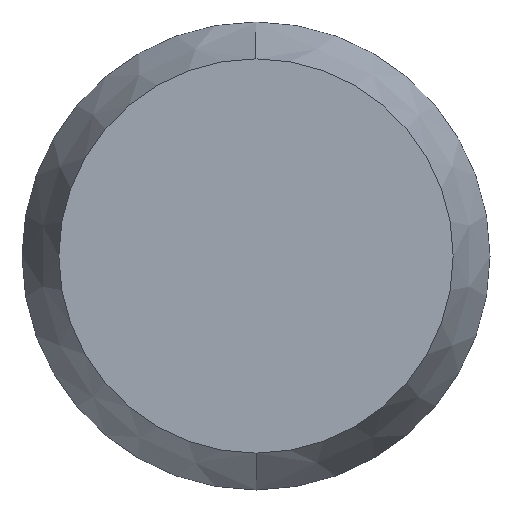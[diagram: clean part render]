
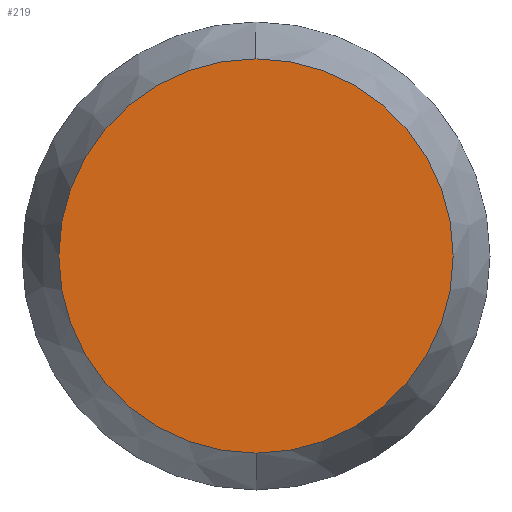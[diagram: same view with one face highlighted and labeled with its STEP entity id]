
A CAD part, left-side view. The second image highlights one B-rep face of the part: STEP entity #219.
In plain terms, the highlighted planar face has unit normal (-1, 0, 0).
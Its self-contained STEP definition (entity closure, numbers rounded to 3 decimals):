
#9 = CARTESIAN_POINT ( 'NONE',  ( -11., 0., 0. ) ) ;
#11 = DIRECTION ( 'NONE',  ( 1., 0., 0. ) ) ;
#16 = CARTESIAN_POINT ( 'NONE',  ( -11., 0., 0. ) ) ;
#30 = EDGE_LOOP ( 'NONE', ( #168, #95 ) ) ;
#31 = CARTESIAN_POINT ( 'NONE',  ( -11., 0., 15.588 ) ) ;
#36 = CARTESIAN_POINT ( 'NONE',  ( -11., 0., 0. ) ) ;
#56 = AXIS2_PLACEMENT_3D ( 'NONE', #36, #249, #246 ) ;
#71 = DIRECTION ( 'NONE',  ( 0., 0., 1. ) ) ;
#77 = CARTESIAN_POINT ( 'NONE',  ( -11., 0., -15.588 ) ) ;
#84 = CIRCLE ( 'NONE', #212, 15.588 ) ;
#92 = DIRECTION ( 'NONE',  ( 0., 0., -1. ) ) ;
#95 = ORIENTED_EDGE ( 'NONE', *, *, #162, .T. ) ;
#111 = FACE_OUTER_BOUND ( 'NONE', #30, .T. ) ;
#119 = CIRCLE ( 'NONE', #56, 15.588 ) ;
#132 = DIRECTION ( 'NONE',  ( -1., 0., 0. ) ) ;
#162 = EDGE_CURVE ( 'NONE', #229, #210, #84, .T. ) ;
#168 = ORIENTED_EDGE ( 'NONE', *, *, #182, .T. ) ;
#179 = AXIS2_PLACEMENT_3D ( 'NONE', #16, #11, #92 ) ;
#182 = EDGE_CURVE ( 'NONE', #210, #229, #119, .T. ) ;
#190 = PLANE ( 'NONE',  #179 ) ;
#210 = VERTEX_POINT ( 'NONE', #77 ) ;
#212 = AXIS2_PLACEMENT_3D ( 'NONE', #9, #132, #71 ) ;
#219 = ADVANCED_FACE ( 'NONE', ( #111 ), #190, .F. ) ;
#229 = VERTEX_POINT ( 'NONE', #31 ) ;
#246 = DIRECTION ( 'NONE',  ( 0., 0., 1. ) ) ;
#249 = DIRECTION ( 'NONE',  ( -1., 0., 0. ) ) ;
